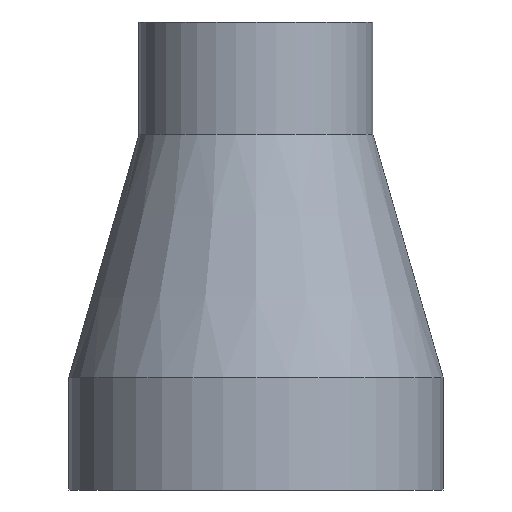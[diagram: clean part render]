
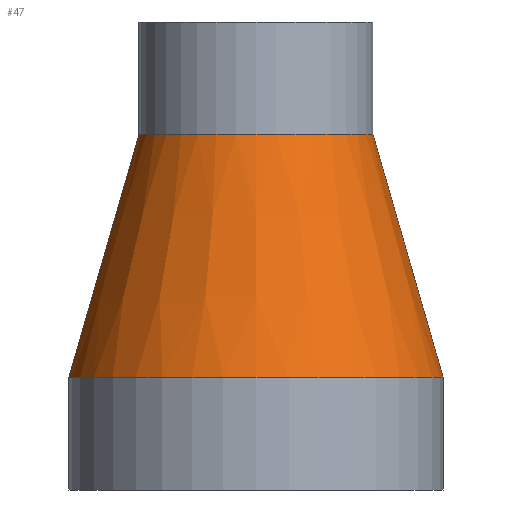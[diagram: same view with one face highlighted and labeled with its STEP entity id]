
A CAD part, front view. The second image highlights one B-rep face of the part: STEP entity #47.
In plain terms, the highlighted conical face has half-angle 16.091 degrees and reference radius 16.25 mm.
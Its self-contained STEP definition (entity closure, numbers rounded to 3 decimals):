
#47=ADVANCED_FACE('',(#97),#98,.T.);
#97=FACE_OUTER_BOUND('',#149,.T.);
#98=CONICAL_SURFACE('',#150,16.25,0.281);
#149=EDGE_LOOP('',(#215,#216,#217,#218));
#150=AXIS2_PLACEMENT_3D('',#219,#220,#221);
#215=ORIENTED_EDGE('',*,*,#316,.F.);
#216=ORIENTED_EDGE('',*,*,#317,.F.);
#217=ORIENTED_EDGE('',*,*,#318,.F.);
#218=ORIENTED_EDGE('',*,*,#319,.T.);
#219=CARTESIAN_POINT('',(0.0,0.0,25.0));
#220=DIRECTION('',(0.0,-0.0,-1.0));
#221=DIRECTION('',(1.0,0.0,0.0));
#316=EDGE_CURVE('',#362,#371,#372,.T.);
#317=EDGE_CURVE('',#365,#362,#373,.T.);
#318=EDGE_CURVE('',#374,#365,#375,.T.);
#319=EDGE_CURVE('',#374,#371,#376,.T.);
#362=VERTEX_POINT('',#427);
#365=VERTEX_POINT('',#431);
#371=VERTEX_POINT('',#438);
#372=LINE('',#439,#440);
#373=CIRCLE('',#441,12.5);
#374=VERTEX_POINT('',#442);
#375=LINE('',#443,#444);
#376=CIRCLE('',#445,20.0);
#427=CARTESIAN_POINT('',(12.5,0.0,38.0));
#431=CARTESIAN_POINT('',(-12.5,0.,38.0));
#438=CARTESIAN_POINT('',(20.0,0.0,12.0));
#439=CARTESIAN_POINT('',(16.25,0.,25.0));
#440=VECTOR('',#500,1.0);
#441=AXIS2_PLACEMENT_3D('',#501,#502,#503);
#442=CARTESIAN_POINT('',(-20.0,0.,12.0));
#443=CARTESIAN_POINT('',(-16.25,0.,25.0));
#444=VECTOR('',#504,1.0);
#445=AXIS2_PLACEMENT_3D('',#505,#506,#507);
#500=DIRECTION('',(0.277,0.,-0.961));
#501=CARTESIAN_POINT('',(0.0,0.0,38.0));
#502=DIRECTION('',(0.0,0.0,1.0));
#503=DIRECTION('',(1.0,0.0,0.0));
#504=DIRECTION('',(0.277,0.,0.961));
#505=CARTESIAN_POINT('',(0.0,0.0,12.0));
#506=DIRECTION('',(0.0,0.0,1.0));
#507=DIRECTION('',(1.0,0.0,0.0));
